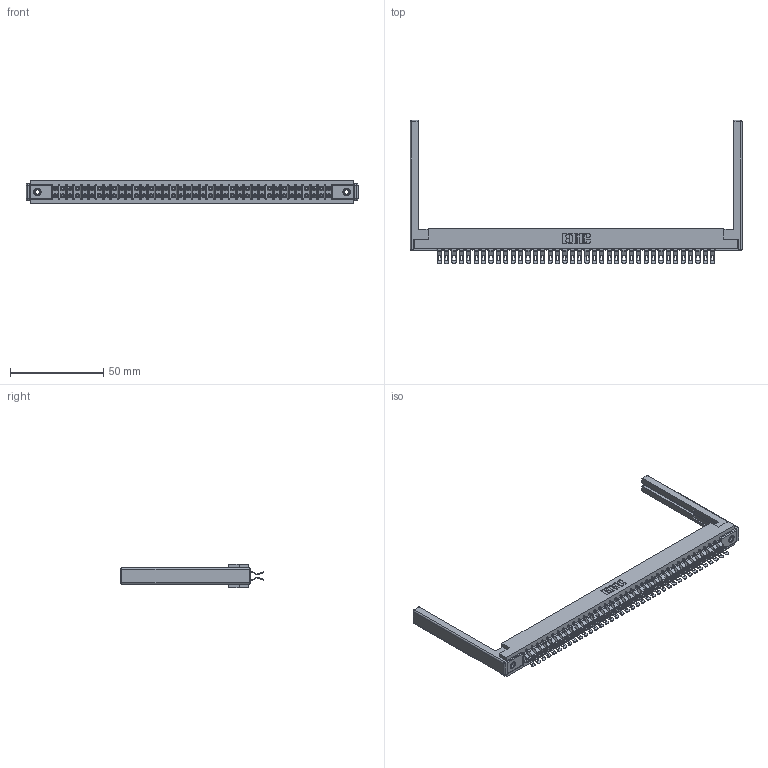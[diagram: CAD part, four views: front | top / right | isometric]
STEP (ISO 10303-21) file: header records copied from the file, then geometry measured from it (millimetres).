
FILE_DESCRIPTION (( 'STEP AP203' ), '1' );
FILE_NAME ('357-076-555-268.STEP', '2019-09-19T13:42:17', ( '' ), ( '' ), 'SwSTEP 2.0', 'SolidWorks 2016', '' );
FILE_SCHEMA (( 'CONFIG_CONTROL_DESIGN' ));
Length unit declared in the file: inch
Products named in the file (5): 307 Part_.156 Dia Mounting Holes; 307-290-001_555; 345-250-001_345-250-001-102; 307-220-068; 357-076-555-268
Assembly tree (81 placements, depth 2):
  357-076-555-268
    307 Part_.156 Dia Mounting Holes
    307-290-001_555  x76
    307-220-068  x2
    345-250-001_345-250-001-102  x2
Bounding box: 178 x 76.71 x 12.7 mm (x, y, z)
Volume: 23507.2 mm3; surface area: 28560.5 mm2
Topology: 81 solids, 81 shells, 4947 faces, 14469 edges, 9418 vertices
Faces by surface type: plane 2742, cylinder 2103, sphere 86, cone 12, torus 4
Entity records: 37582 total; most frequent: CARTESIAN_POINT 6131, ORIENTED_EDGE 6070, DIRECTION 6029, EDGE_CURVE 3035, VECTOR 2313, LINE 2313, VERTEX_POINT 1960, AXIS2_PLACEMENT_3D 1858
